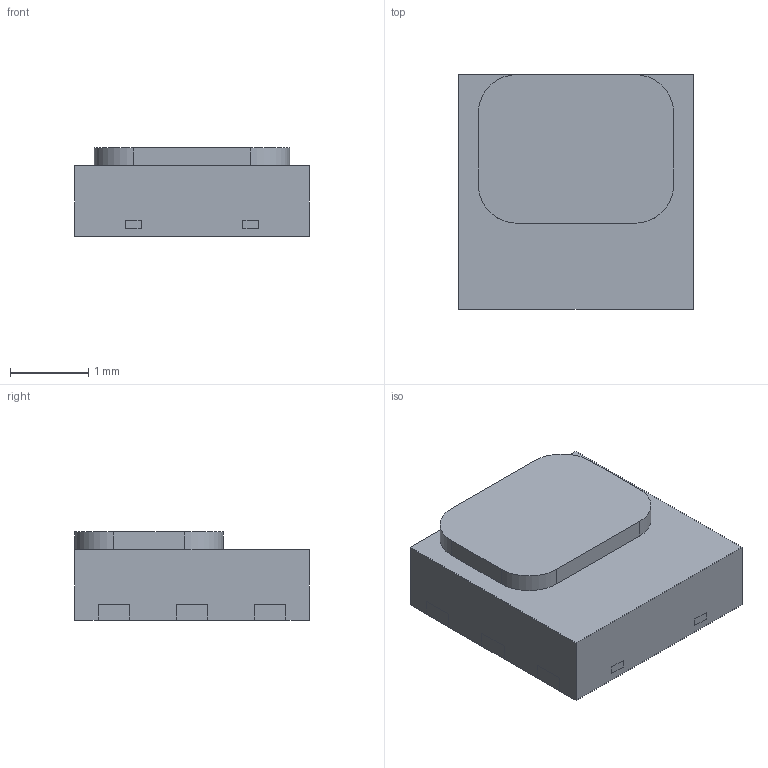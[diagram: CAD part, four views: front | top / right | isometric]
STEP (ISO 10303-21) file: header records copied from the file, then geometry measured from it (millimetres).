
FILE_DESCRIPTION((''),'2;1');
FILE_NAME('C-HPP845E131R5','2021-10-01T04:22:47',('workeradm'),('TE Connectivity Ltd.'),'CREO PARAMETRIC BY PTC INC, 2021072','CREO PARAMETRIC BY PTC INC, 2021072','');
FILE_SCHEMA(('AUTOMOTIVE_DESIGN { 1 0 10303 214 1 1 1 1 }'));
Length unit declared in the file: millimetre
Products named in the file (1): C-HPP845E131R5
Bounding box: 3 x 3 x 1.13 mm (x, y, z)
Volume: 9.1 mm3; surface area: 30.6 mm2
Topology: 1 solids, 1 shells, 31 faces, 120 edges, 96 vertices
Faces by surface type: plane 27, cylinder 4
Entity records: 1366 total; most frequent: CARTESIAN_POINT 271, ORIENTED_EDGE 240, DIRECTION 187, EDGE_CURVE 120, VECTOR 109, LINE 109, VERTEX_POINT 96, AXIS2_PLACEMENT_3D 39
